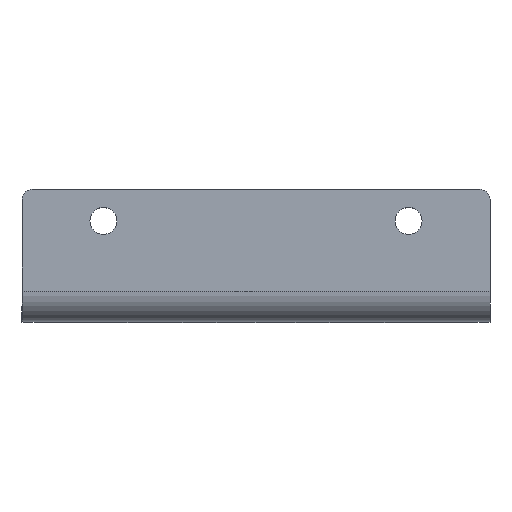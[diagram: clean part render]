
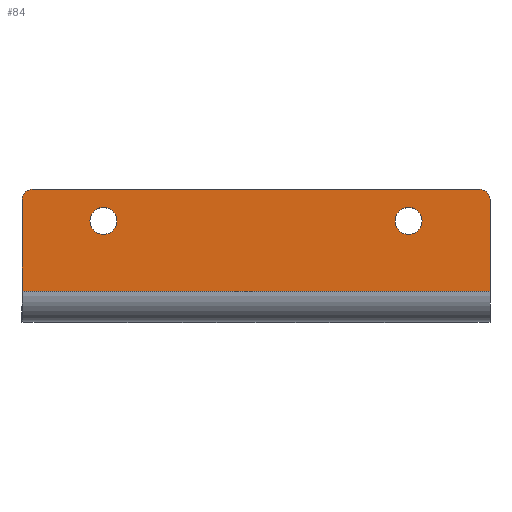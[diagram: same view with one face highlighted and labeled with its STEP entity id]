
A CAD part, top view. The second image highlights one B-rep face of the part: STEP entity #84.
In plain terms, the highlighted planar face has unit normal (0, 0, 1).
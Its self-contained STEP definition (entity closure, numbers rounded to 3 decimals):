
#26 = CARTESIAN_POINT ( 'NONE',  ( 0., 3., 58. ) ) ;
#33 = EDGE_CURVE ( 'NONE', #384, #106, #850, .T. ) ;
#37 = PLANE ( 'NONE',  #368 ) ;
#45 = VERTEX_POINT ( 'NONE', #1057 ) ;
#55 = CARTESIAN_POINT ( 'NONE',  ( 32.65, 16.8, 58. ) ) ;
#71 = AXIS2_PLACEMENT_3D ( 'NONE', #433, #820, #803 ) ;
#84 = ADVANCED_FACE ( 'NONE', ( #1202, #1111, #1017 ), #37, .F. ) ;
#105 = CARTESIAN_POINT ( 'NONE',  ( -44., 21., 58. ) ) ;
#106 = VERTEX_POINT ( 'NONE', #565 ) ;
#119 = DIRECTION ( 'NONE',  ( 0., 0., -1. ) ) ;
#120 = CIRCLE ( 'NONE', #395, 2.65 ) ;
#143 = CARTESIAN_POINT ( 'NONE',  ( -46., 0., 58. ) ) ;
#144 = DIRECTION ( 'NONE',  ( 0., 0., 1. ) ) ;
#161 = EDGE_LOOP ( 'NONE', ( #335, #423 ) ) ;
#172 = ORIENTED_EDGE ( 'NONE', *, *, #977, .T. ) ;
#196 = DIRECTION ( 'NONE',  ( 0., 0., 1. ) ) ;
#235 = ORIENTED_EDGE ( 'NONE', *, *, #33, .F. ) ;
#241 = VERTEX_POINT ( 'NONE', #903 ) ;
#246 = DIRECTION ( 'NONE',  ( -1., 0., 0. ) ) ;
#261 = LINE ( 'NONE', #26, #978 ) ;
#299 = DIRECTION ( 'NONE',  ( -1., 0., 0. ) ) ;
#302 = VERTEX_POINT ( 'NONE', #445 ) ;
#307 = VECTOR ( 'NONE', #299, 1000. ) ;
#309 = CIRCLE ( 'NONE', #451, 2. ) ;
#312 = DIRECTION ( 'NONE',  ( -1., 0., 0. ) ) ;
#319 = CARTESIAN_POINT ( 'NONE',  ( 46., 21., 58. ) ) ;
#335 = ORIENTED_EDGE ( 'NONE', *, *, #664, .F. ) ;
#357 = CARTESIAN_POINT ( 'NONE',  ( 46., 23., 58. ) ) ;
#368 = AXIS2_PLACEMENT_3D ( 'NONE', #1205, #119, #416 ) ;
#369 = ORIENTED_EDGE ( 'NONE', *, *, #743, .F. ) ;
#371 = CARTESIAN_POINT ( 'NONE',  ( 44., 21., 58. ) ) ;
#384 = VERTEX_POINT ( 'NONE', #692 ) ;
#395 = AXIS2_PLACEMENT_3D ( 'NONE', #1078, #196, #589 ) ;
#416 = DIRECTION ( 'NONE',  ( -1., 0., 0. ) ) ;
#419 = LINE ( 'NONE', #143, #1197 ) ;
#423 = ORIENTED_EDGE ( 'NONE', *, *, #712, .F. ) ;
#433 = CARTESIAN_POINT ( 'NONE',  ( -30., 16.8, 58. ) ) ;
#445 = CARTESIAN_POINT ( 'NONE',  ( 46., 3., 58. ) ) ;
#451 = AXIS2_PLACEMENT_3D ( 'NONE', #105, #796, #312 ) ;
#489 = EDGE_CURVE ( 'NONE', #710, #45, #419, .T. ) ;
#498 = EDGE_LOOP ( 'NONE', ( #901, #819, #802, #369, #172, #663 ) ) ;
#520 = DIRECTION ( 'NONE',  ( 1., 0., 0. ) ) ;
#552 = AXIS2_PLACEMENT_3D ( 'NONE', #371, #1051, #931 ) ;
#560 = EDGE_CURVE ( 'NONE', #1135, #1269, #867, .T. ) ;
#565 = CARTESIAN_POINT ( 'NONE',  ( -32.65, 16.8, 58. ) ) ;
#589 = DIRECTION ( 'NONE',  ( 1., 0., 0. ) ) ;
#662 = DIRECTION ( 'NONE',  ( 0., -1., 0. ) ) ;
#663 = ORIENTED_EDGE ( 'NONE', *, *, #1109, .T. ) ;
#664 = EDGE_CURVE ( 'NONE', #1112, #241, #798, .T. ) ;
#692 = CARTESIAN_POINT ( 'NONE',  ( -27.35, 16.8, 58. ) ) ;
#710 = VERTEX_POINT ( 'NONE', #1136 ) ;
#712 = EDGE_CURVE ( 'NONE', #241, #1112, #730, .T. ) ;
#725 = CARTESIAN_POINT ( 'NONE',  ( 30., 16.8, 58. ) ) ;
#730 = CIRCLE ( 'NONE', #1004, 2.65 ) ;
#742 = CARTESIAN_POINT ( 'NONE',  ( 44., 23., 58. ) ) ;
#743 = EDGE_CURVE ( 'NONE', #302, #45, #261, .T. ) ;
#796 = DIRECTION ( 'NONE',  ( 0., 0., 1. ) ) ;
#798 = CIRCLE ( 'NONE', #1261, 2.65 ) ;
#799 = CIRCLE ( 'NONE', #552, 2. ) ;
#802 = ORIENTED_EDGE ( 'NONE', *, *, #489, .T. ) ;
#803 = DIRECTION ( 'NONE',  ( 1., 0., 0. ) ) ;
#819 = ORIENTED_EDGE ( 'NONE', *, *, #1090, .T. ) ;
#820 = DIRECTION ( 'NONE',  ( 0., 0., 1. ) ) ;
#833 = CARTESIAN_POINT ( 'NONE',  ( 30., 16.8, 58. ) ) ;
#850 = CIRCLE ( 'NONE', #71, 2.65 ) ;
#867 = LINE ( 'NONE', #1266, #307 ) ;
#881 = CARTESIAN_POINT ( 'NONE',  ( -44., 23., 58. ) ) ;
#901 = ORIENTED_EDGE ( 'NONE', *, *, #560, .T. ) ;
#903 = CARTESIAN_POINT ( 'NONE',  ( 27.35, 16.8, 58. ) ) ;
#906 = VERTEX_POINT ( 'NONE', #319 ) ;
#926 = DIRECTION ( 'NONE',  ( 1., 0., 0. ) ) ;
#931 = DIRECTION ( 'NONE',  ( -1., 0., 0. ) ) ;
#952 = LINE ( 'NONE', #357, #980 ) ;
#961 = EDGE_CURVE ( 'NONE', #106, #384, #120, .T. ) ;
#966 = DIRECTION ( 'NONE',  ( 0., 1., 0. ) ) ;
#977 = EDGE_CURVE ( 'NONE', #302, #906, #952, .T. ) ;
#978 = VECTOR ( 'NONE', #246, 1000. ) ;
#980 = VECTOR ( 'NONE', #966, 1000. ) ;
#1004 = AXIS2_PLACEMENT_3D ( 'NONE', #833, #144, #926 ) ;
#1017 = FACE_OUTER_BOUND ( 'NONE', #498, .T. ) ;
#1051 = DIRECTION ( 'NONE',  ( 0., 0., 1. ) ) ;
#1057 = CARTESIAN_POINT ( 'NONE',  ( -46., 3., 58. ) ) ;
#1078 = CARTESIAN_POINT ( 'NONE',  ( -30., 16.8, 58. ) ) ;
#1090 = EDGE_CURVE ( 'NONE', #1269, #710, #309, .T. ) ;
#1109 = EDGE_CURVE ( 'NONE', #906, #1135, #799, .T. ) ;
#1111 = FACE_BOUND ( 'NONE', #1129, .T. ) ;
#1112 = VERTEX_POINT ( 'NONE', #55 ) ;
#1115 = DIRECTION ( 'NONE',  ( 0., 0., 1. ) ) ;
#1129 = EDGE_LOOP ( 'NONE', ( #235, #1152 ) ) ;
#1135 = VERTEX_POINT ( 'NONE', #742 ) ;
#1136 = CARTESIAN_POINT ( 'NONE',  ( -46., 21., 58. ) ) ;
#1152 = ORIENTED_EDGE ( 'NONE', *, *, #961, .F. ) ;
#1197 = VECTOR ( 'NONE', #662, 1000. ) ;
#1202 = FACE_BOUND ( 'NONE', #161, .T. ) ;
#1205 = CARTESIAN_POINT ( 'NONE',  ( 0., 0., 58. ) ) ;
#1261 = AXIS2_PLACEMENT_3D ( 'NONE', #725, #1115, #520 ) ;
#1266 = CARTESIAN_POINT ( 'NONE',  ( -46., 23., 58. ) ) ;
#1269 = VERTEX_POINT ( 'NONE', #881 ) ;
